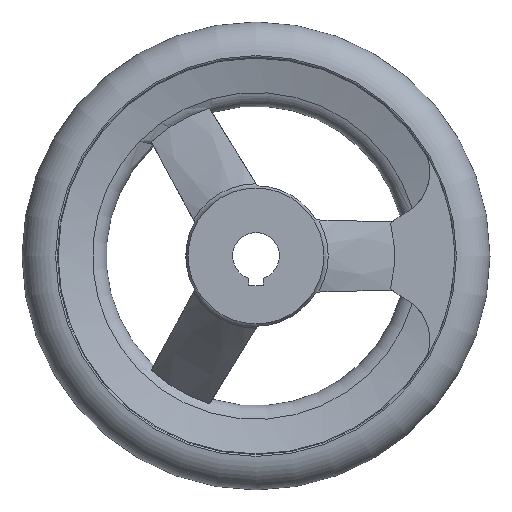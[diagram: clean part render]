
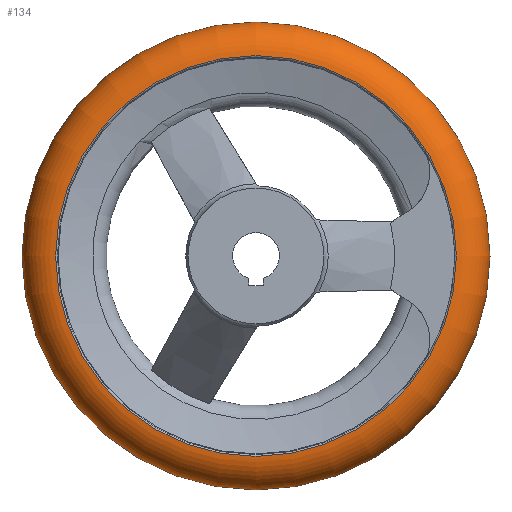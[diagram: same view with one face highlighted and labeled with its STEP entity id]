
A CAD part, front view. The second image highlights one B-rep face of the part: STEP entity #134.
In plain terms, the highlighted toroidal (fillet/blend) face has major radius 42.5 mm and minor radius 7.5 mm.
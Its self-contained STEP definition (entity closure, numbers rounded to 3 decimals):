
#134 = ADVANCED_FACE( '', ( #283, #284, #285 ), #286, .T. );
#283 = FACE_BOUND( '', #444, .T. );
#284 = FACE_OUTER_BOUND( '', #445, .T. );
#285 = FACE_OUTER_BOUND( '', #446, .T. );
#286 = TOROIDAL_SURFACE( '', #447, 42.5, 7.5 );
#444 = VERTEX_LOOP( '', #779 );
#445 = EDGE_LOOP( '', ( #780 ) );
#446 = EDGE_LOOP( '', ( #781 ) );
#447 = AXIS2_PLACEMENT_3D( '', #782, #783, #784 );
#779 = VERTEX_POINT( '', #1061 );
#780 = ORIENTED_EDGE( '', *, *, #1062, .T. );
#781 = ORIENTED_EDGE( '', *, *, #995, .F. );
#782 = CARTESIAN_POINT( '', ( 0., 25.5, 0. ) );
#783 = DIRECTION( '', ( 0., -1., 0. ) );
#784 = DIRECTION( '', ( 0., 0., -1. ) );
#995 = EDGE_CURVE( '', #1215, #1215, #1216, .T. );
#1061 = CARTESIAN_POINT( '', ( 0., 25.5, -50. ) );
#1062 = EDGE_CURVE( '', #1307, #1307, #1308, .T. );
#1215 = VERTEX_POINT( '', #1675 );
#1216 = CIRCLE( '', #1676, 42.813 );
#1307 = VERTEX_POINT( '', #1909 );
#1308 = CIRCLE( '', #1910, 42.813 );
#1675 = CARTESIAN_POINT( '', ( 0., 18.007, -42.813 ) );
#1676 = AXIS2_PLACEMENT_3D( '', #2090, #2091, #2092 );
#1909 = CARTESIAN_POINT( '', ( 0., 32.993, -42.813 ) );
#1910 = AXIS2_PLACEMENT_3D( '', #2157, #2158, #2159 );
#2090 = CARTESIAN_POINT( '', ( 0., 18.007, 0. ) );
#2091 = DIRECTION( '', ( 0., -1., 0. ) );
#2092 = DIRECTION( '', ( 0., 0., -1. ) );
#2157 = CARTESIAN_POINT( '', ( 0., 32.993, 0. ) );
#2158 = DIRECTION( '', ( 0., -1., 0. ) );
#2159 = DIRECTION( '', ( 0., 0., -1. ) );
